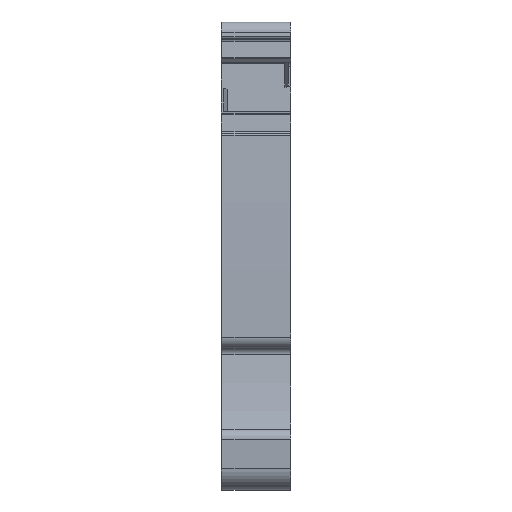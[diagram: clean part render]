
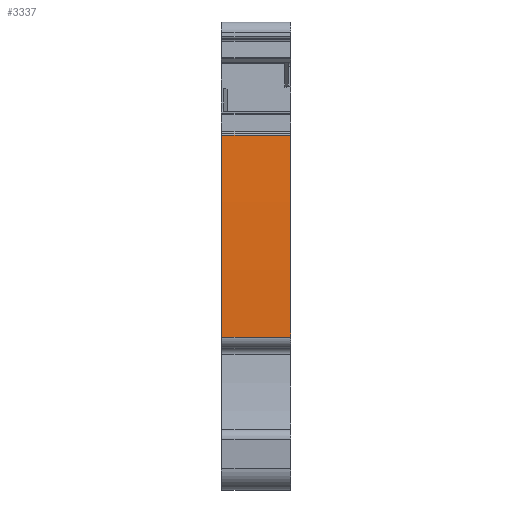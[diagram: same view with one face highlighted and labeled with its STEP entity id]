
A CAD part, front view. The second image highlights one B-rep face of the part: STEP entity #3337.
In plain terms, the highlighted cylindrical face has radius 248.5 mm (diameter 497 mm), a partial arc.
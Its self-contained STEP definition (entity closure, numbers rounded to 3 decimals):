
#1097=AXIS2_PLACEMENT_3D('Circle Axis2P3D',#1095,#1096,$) ;
#2809=AXIS2_PLACEMENT_3D('Cylinder Axis2P3D',#2806,#2807,#2808) ;
#3328=AXIS2_PLACEMENT_3D('Circle Axis2P3D',#3326,#3327,$) ;
#1092=CARTESIAN_POINT('Vertex',(6.1,1.898,31.153)) ;
#1095=CARTESIAN_POINT('Axis2P3D Location',(6.1,249.997,17.05)) ;
#1099=CARTESIAN_POINT('Vertex',(6.1,1.524,13.435)) ;
#2806=CARTESIAN_POINT('Axis2P3D Location',(3.05,249.997,17.05)) ;
#3292=CARTESIAN_POINT('Line Origine',(3.05,1.898,31.153)) ;
#3296=CARTESIAN_POINT('Vertex',(0.05,1.898,31.153)) ;
#3319=CARTESIAN_POINT('Line Origine',(3.05,1.524,13.435)) ;
#3323=CARTESIAN_POINT('Vertex',(0.05,1.524,13.435)) ;
#3326=CARTESIAN_POINT('Axis2P3D Location',(0.05,249.997,17.05)) ;
#1096=DIRECTION('Axis2P3D Direction',(1.,0.,0.)) ;
#2807=DIRECTION('Axis2P3D Direction',(1.,0.,0.)) ;
#2808=DIRECTION('Axis2P3D XDirection',(0.,-0.996,0.093)) ;
#3293=DIRECTION('Vector Direction',(1.,0.,0.)) ;
#3320=DIRECTION('Vector Direction',(1.,0.,0.)) ;
#3327=DIRECTION('Axis2P3D Direction',(1.,0.,0.)) ;
#3294=VECTOR('Line Direction',#3293,1.) ;
#3321=VECTOR('Line Direction',#3320,1.) ;
#3332=ORIENTED_EDGE('',*,*,#3325,.T.) ;
#3333=ORIENTED_EDGE('',*,*,#1101,.F.) ;
#3334=ORIENTED_EDGE('',*,*,#3298,.F.) ;
#3335=ORIENTED_EDGE('',*,*,#3330,.F.) ;
#3337=ADVANCED_FACE('MLD',(#3336),#2810,.T.) ;
#1098=CIRCLE('generated circle',#1097,248.5) ;
#3329=CIRCLE('generated circle',#3328,248.5) ;
#2810=CYLINDRICAL_SURFACE('generated cylinder',#2809,248.5) ;
#1101=EDGE_CURVE('',#1093,#1100,#1098,.T.) ;
#3298=EDGE_CURVE('',#3297,#1093,#3295,.T.) ;
#3325=EDGE_CURVE('',#3324,#1100,#3322,.T.) ;
#3330=EDGE_CURVE('',#3324,#3297,#3329,.F.) ;
#3331=EDGE_LOOP('',(#3332,#3333,#3334,#3335)) ;
#3336=FACE_OUTER_BOUND('',#3331,.T.) ;
#3295=LINE('Line',#3292,#3294) ;
#3322=LINE('Line',#3319,#3321) ;
#1093=VERTEX_POINT('',#1092) ;
#1100=VERTEX_POINT('',#1099) ;
#3297=VERTEX_POINT('',#3296) ;
#3324=VERTEX_POINT('',#3323) ;
